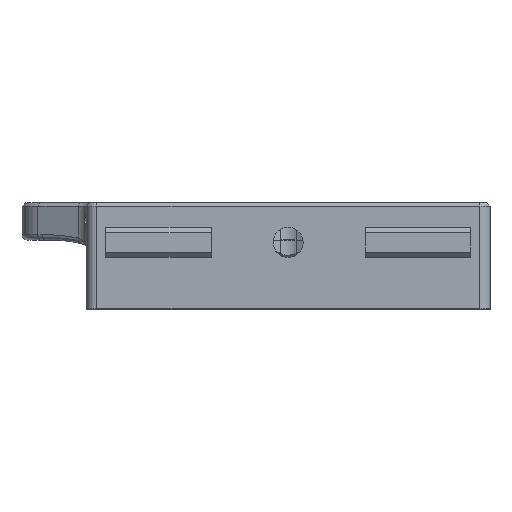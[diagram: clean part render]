
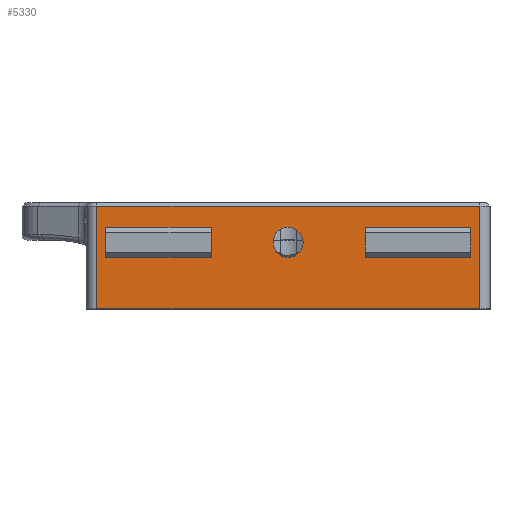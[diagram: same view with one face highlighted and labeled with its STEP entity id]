
A CAD part, top view. The second image highlights one B-rep face of the part: STEP entity #5330.
In plain terms, the highlighted planar face has unit normal (0, 0, 1).
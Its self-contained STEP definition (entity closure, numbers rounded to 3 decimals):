
#160=FACE_BOUND('',#800,.T.);
#161=FACE_BOUND('',#801,.T.);
#162=FACE_BOUND('',#802,.T.);
#185=CIRCLE('',#5663,1.7);
#482=FACE_OUTER_BOUND('',#799,.T.);
#799=EDGE_LOOP('',(#3585,#3586,#3587,#3588));
#800=EDGE_LOOP('',(#3589,#3590,#3591,#3592));
#801=EDGE_LOOP('',(#3593,#3594,#3595,#3596));
#802=EDGE_LOOP('',(#3597));
#1128=LINE('',#7835,#1666);
#1134=LINE('',#7847,#1672);
#1136=LINE('',#7850,#1674);
#1137=LINE('',#7852,#1675);
#1145=LINE('',#7870,#1683);
#1151=LINE('',#7882,#1689);
#1154=LINE('',#7887,#1692);
#1155=LINE('',#7889,#1693);
#1158=LINE('',#7906,#1696);
#1159=LINE('',#7908,#1697);
#1160=LINE('',#7910,#1698);
#1161=LINE('',#7911,#1699);
#1666=VECTOR('',#6203,3.4);
#1672=VECTOR('',#6213,3.4);
#1674=VECTOR('',#6217,11.911);
#1675=VECTOR('',#6220,11.911);
#1683=VECTOR('',#6232,3.4);
#1689=VECTOR('',#6244,11.911);
#1692=VECTOR('',#6249,11.911);
#1693=VECTOR('',#6252,3.4);
#1696=VECTOR('',#6271,43.222);
#1697=VECTOR('',#6272,11.6);
#1698=VECTOR('',#6273,43.222);
#1699=VECTOR('',#6274,11.6);
#2202=VERTEX_POINT('',#7832);
#2203=VERTEX_POINT('',#7834);
#2206=VERTEX_POINT('',#7844);
#2207=VERTEX_POINT('',#7846);
#2214=VERTEX_POINT('',#7867);
#2215=VERTEX_POINT('',#7869);
#2218=VERTEX_POINT('',#7881);
#2219=VERTEX_POINT('',#7885);
#2223=VERTEX_POINT('',#7900);
#2224=VERTEX_POINT('',#7904);
#2225=VERTEX_POINT('',#7905);
#2226=VERTEX_POINT('',#7907);
#2227=VERTEX_POINT('',#7909);
#2702=EDGE_CURVE('',#2203,#2202,#1128,.T.);
#2708=EDGE_CURVE('',#2207,#2206,#1134,.T.);
#2710=EDGE_CURVE('',#2206,#2203,#1136,.T.);
#2711=EDGE_CURVE('',#2202,#2207,#1137,.T.);
#2719=EDGE_CURVE('',#2215,#2214,#1145,.T.);
#2725=EDGE_CURVE('',#2218,#2215,#1151,.T.);
#2728=EDGE_CURVE('',#2214,#2219,#1154,.T.);
#2729=EDGE_CURVE('',#2219,#2218,#1155,.T.);
#2734=EDGE_CURVE('',#2223,#2223,#185,.T.);
#2736=EDGE_CURVE('',#2224,#2225,#1158,.T.);
#2737=EDGE_CURVE('',#2226,#2225,#1159,.T.);
#2738=EDGE_CURVE('',#2227,#2226,#1160,.T.);
#2739=EDGE_CURVE('',#2224,#2227,#1161,.T.);
#3585=ORIENTED_EDGE('',*,*,#2736,.T.);
#3586=ORIENTED_EDGE('',*,*,#2737,.F.);
#3587=ORIENTED_EDGE('',*,*,#2738,.F.);
#3588=ORIENTED_EDGE('',*,*,#2739,.F.);
#3589=ORIENTED_EDGE('',*,*,#2708,.T.);
#3590=ORIENTED_EDGE('',*,*,#2710,.T.);
#3591=ORIENTED_EDGE('',*,*,#2702,.T.);
#3592=ORIENTED_EDGE('',*,*,#2711,.T.);
#3593=ORIENTED_EDGE('',*,*,#2719,.T.);
#3594=ORIENTED_EDGE('',*,*,#2728,.T.);
#3595=ORIENTED_EDGE('',*,*,#2729,.T.);
#3596=ORIENTED_EDGE('',*,*,#2725,.T.);
#3597=ORIENTED_EDGE('',*,*,#2734,.T.);
#5160=PLANE('',#5664);
#5330=ADVANCED_FACE('',(#482,#160,#161,#162),#5160,.T.);
#5663=AXIS2_PLACEMENT_3D('',#7901,#6266,#6267);
#5664=AXIS2_PLACEMENT_3D('',#7903,#6269,#6270);
#6203=DIRECTION('',(0.,1.,0.));
#6213=DIRECTION('',(0.,-1.,0.));
#6217=DIRECTION('',(-1.,0.,0.));
#6220=DIRECTION('',(1.,0.,0.));
#6232=DIRECTION('',(0.,-1.,0.));
#6244=DIRECTION('',(1.,0.,0.));
#6249=DIRECTION('',(-1.,0.,0.));
#6252=DIRECTION('',(0.,1.,0.));
#6266=DIRECTION('center_axis',(0.,0.,-1.));
#6267=DIRECTION('ref_axis',(1.,0.,0.));
#6269=DIRECTION('center_axis',(0.,0.,1.));
#6270=DIRECTION('ref_axis',(0.,-1.,0.));
#6271=DIRECTION('',(1.,0.,0.));
#6272=DIRECTION('',(0.,-1.,0.));
#6273=DIRECTION('',(1.,0.,0.));
#6274=DIRECTION('',(0.,1.,0.));
#7832=CARTESIAN_POINT('',(-86.,-119.819,-151.566));
#7834=CARTESIAN_POINT('',(-86.,-123.219,-151.566));
#7835=CARTESIAN_POINT('',(-86.,-123.219,-151.566));
#7844=CARTESIAN_POINT('',(-74.089,-123.219,-151.566));
#7846=CARTESIAN_POINT('',(-74.089,-119.819,-151.566));
#7847=CARTESIAN_POINT('',(-74.089,-119.819,-151.566));
#7850=CARTESIAN_POINT('',(-74.089,-123.219,-151.566));
#7852=CARTESIAN_POINT('',(-86.,-119.819,-151.566));
#7867=CARTESIAN_POINT('',(-44.778,-123.219,-151.566));
#7869=CARTESIAN_POINT('',(-44.778,-119.819,-151.566));
#7870=CARTESIAN_POINT('',(-44.778,-119.819,-151.566));
#7881=CARTESIAN_POINT('',(-56.689,-119.819,-151.566));
#7882=CARTESIAN_POINT('',(-56.689,-119.819,-151.566));
#7885=CARTESIAN_POINT('',(-56.689,-123.219,-151.566));
#7887=CARTESIAN_POINT('',(-44.778,-123.219,-151.566));
#7889=CARTESIAN_POINT('',(-56.689,-123.219,-151.566));
#7900=CARTESIAN_POINT('',(-65.389,-119.819,-151.566));
#7901=CARTESIAN_POINT('Origin',(-65.389,-121.519,-151.566));
#7903=CARTESIAN_POINT('Origin',(-88.2,-117.019,-151.566));
#7904=CARTESIAN_POINT('',(-87.,-129.019,-151.566));
#7905=CARTESIAN_POINT('',(-43.778,-129.019,-151.566));
#7906=CARTESIAN_POINT('',(-87.,-129.019,-151.566));
#7907=CARTESIAN_POINT('',(-43.778,-117.419,-151.566));
#7908=CARTESIAN_POINT('',(-43.778,-117.419,-151.566));
#7909=CARTESIAN_POINT('',(-87.,-117.419,-151.566));
#7910=CARTESIAN_POINT('',(-87.,-117.419,-151.566));
#7911=CARTESIAN_POINT('',(-87.,-129.019,-151.566));
